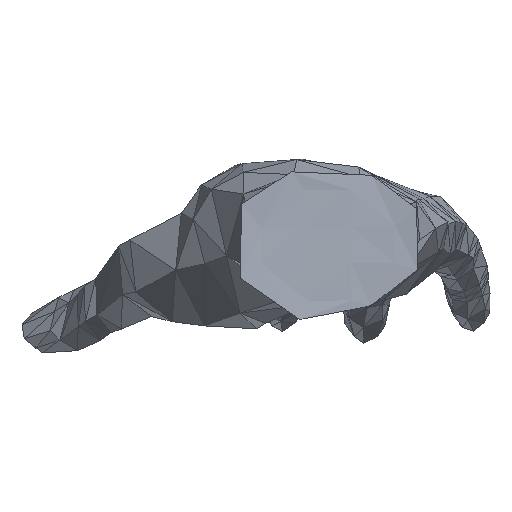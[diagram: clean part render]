
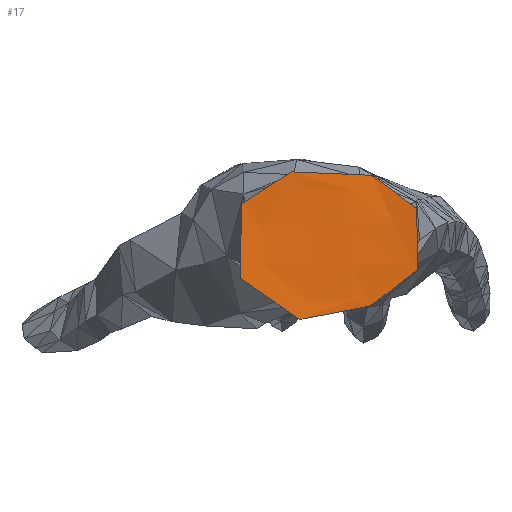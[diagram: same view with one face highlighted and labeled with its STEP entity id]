
A CAD part, front view. The second image highlights one B-rep face of the part: STEP entity #17.
In plain terms, the highlighted free-form (B-spline) face has degree [8, 8] with [9, 9] control points.
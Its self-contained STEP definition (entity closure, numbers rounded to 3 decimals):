
#17 = ADVANCED_FACE('',(#18),#84,.T.);
#18 = FACE_BOUND('',#19,.T.);
#19 = EDGE_LOOP('',(#20,#30,#38,#46,#54,#62,#70,#78));
#20 = ORIENTED_EDGE('',*,*,#21,.F.);
#21 = EDGE_CURVE('',#22,#24,#26,.T.);
#22 = VERTEX_POINT('',#23);
#23 = CARTESIAN_POINT('',(-1.382,-128.617,24.179));
#24 = VERTEX_POINT('',#25);
#25 = CARTESIAN_POINT('',(19.475,-128.057,23.295));
#26 = LINE('',#27,#28);
#27 = CARTESIAN_POINT('',(-1.382,-128.617,24.179));
#28 = VECTOR('',#29,1.);
#29 = DIRECTION('',(0.999,0.027,-0.042
    ));
#30 = ORIENTED_EDGE('',*,*,#31,.F.);
#31 = EDGE_CURVE('',#32,#22,#34,.T.);
#32 = VERTEX_POINT('',#33);
#33 = CARTESIAN_POINT('',(-14.265,-128.316,15.805));
#34 = LINE('',#35,#36);
#35 = CARTESIAN_POINT('',(-14.265,-128.316,15.805));
#36 = VECTOR('',#37,1.);
#37 = DIRECTION('',(0.838,-0.02,0.545));
#38 = ORIENTED_EDGE('',*,*,#39,.F.);
#39 = EDGE_CURVE('',#40,#32,#42,.T.);
#40 = VERTEX_POINT('',#41);
#41 = CARTESIAN_POINT('',(-14.518,-130.377,-3.338));
#42 = LINE('',#43,#44);
#43 = CARTESIAN_POINT('',(-14.518,-130.377,-3.338));
#44 = VECTOR('',#45,1.);
#45 = DIRECTION('',(0.013,0.107,0.994));
#46 = ORIENTED_EDGE('',*,*,#47,.F.);
#47 = EDGE_CURVE('',#48,#40,#50,.T.);
#48 = VERTEX_POINT('',#49);
#49 = CARTESIAN_POINT('',(0.878,-130.707,-13.983));
#50 = LINE('',#51,#52);
#51 = CARTESIAN_POINT('',(0.878,-130.707,-13.983));
#52 = VECTOR('',#53,1.);
#53 = DIRECTION('',(-0.822,0.018,0.569));
#54 = ORIENTED_EDGE('',*,*,#55,.F.);
#55 = EDGE_CURVE('',#56,#48,#58,.T.);
#56 = VERTEX_POINT('',#57);
#57 = CARTESIAN_POINT('',(19.192,-129.026,-10.507));
#58 = LINE('',#59,#60);
#59 = CARTESIAN_POINT('',(19.192,-129.026,-10.507));
#60 = VECTOR('',#61,1.);
#61 = DIRECTION('',(-0.978,-0.09,-0.186)
  );
#62 = ORIENTED_EDGE('',*,*,#63,.F.);
#63 = EDGE_CURVE('',#64,#56,#66,.T.);
#64 = VERTEX_POINT('',#65);
#65 = CARTESIAN_POINT('',(31.253,-128.533,-1.133));
#66 = LINE('',#67,#68);
#67 = CARTESIAN_POINT('',(31.253,-128.533,-1.133));
#68 = VECTOR('',#69,1.);
#69 = DIRECTION('',(-0.789,-0.032,-0.613)
  );
#70 = ORIENTED_EDGE('',*,*,#71,.F.);
#71 = EDGE_CURVE('',#72,#64,#74,.T.);
#72 = VERTEX_POINT('',#73);
#73 = CARTESIAN_POINT('',(31.095,-128.995,14.65));
#74 = LINE('',#75,#76);
#75 = CARTESIAN_POINT('',(31.095,-128.995,14.65));
#76 = VECTOR('',#77,1.);
#77 = DIRECTION('',(0.01,0.029,
    -1.));
#78 = ORIENTED_EDGE('',*,*,#79,.F.);
#79 = EDGE_CURVE('',#24,#72,#80,.T.);
#80 = LINE('',#81,#82);
#81 = CARTESIAN_POINT('',(19.475,-128.057,23.295));
#82 = VECTOR('',#83,1.);
#83 = DIRECTION('',(0.801,-0.065,-0.596)
  );
#84 = B_SPLINE_SURFACE_WITH_KNOTS('',8,8,(
    (#85,#86,#87,#88,#89,#90,#91,#92,#93)
    ,(#94,#95,#96,#97,#98,#99,#100,#101,#102)
    ,(#103,#104,#105,#106,#107,#108,#109,#110,#111)
    ,(#112,#113,#114,#115,#116,#117,#118,#119,#120)
    ,(#121,#122,#123,#124,#125,#126,#127,#128,#129)
    ,(#130,#131,#132,#133,#134,#135,#136,#137,#138)
    ,(#139,#140,#141,#142,#143,#144,#145,#146,#147)
    ,(#148,#149,#150,#151,#152,#153,#154,#155,#156)
    ,(#157,#158,#159,#160,#161,#162,#163,#164,#165
  )),.UNSPECIFIED.,.F.,.F.,.F.,(9,9),(9,9),(-0.026,
    0.024),(-0.022,0.02),
  .PIECEWISE_BEZIER_KNOTS.);
#85 = CARTESIAN_POINT('',(-16.657,-132.65,-16.165
    ));
#86 = CARTESIAN_POINT('',(-16.753,-131.501,-10.953
    ));
#87 = CARTESIAN_POINT('',(-16.848,-130.393,-5.739
    ));
#88 = CARTESIAN_POINT('',(-16.917,-130.663,-0.463)
  );
#89 = CARTESIAN_POINT('',(-17.026,-128.844,4.719)
  );
#90 = CARTESIAN_POINT('',(-17.085,-129.667,10.019)
  );
#91 = CARTESIAN_POINT('',(-17.204,-127.289,15.176)
  );
#92 = CARTESIAN_POINT('',(-17.275,-127.435,20.446)
  );
#93 = CARTESIAN_POINT('',(-17.346,-127.635,25.719)
  );
#94 = CARTESIAN_POINT('',(-10.361,-131.962,-16.101
    ));
#95 = CARTESIAN_POINT('',(-10.454,-130.937,-10.884
    ));
#96 = CARTESIAN_POINT('',(-10.548,-129.889,-5.667
    ));
#97 = CARTESIAN_POINT('',(-10.609,-130.615,-0.371
    ));
#98 = CARTESIAN_POINT('',(-10.727,-128.279,4.788)
  );
#99 = CARTESIAN_POINT('',(-10.752,-130.962,10.172)
  );
#100 = CARTESIAN_POINT('',(-10.886,-127.726,15.29)
  );
#101 = CARTESIAN_POINT('',(-10.951,-128.245,20.577
    ));
#102 = CARTESIAN_POINT('',(-11.019,-128.584,25.856
    ));
#103 = CARTESIAN_POINT('',(-4.063,-131.352,-16.034
    ));
#104 = CARTESIAN_POINT('',(-4.151,-130.611,
    -10.804));
#105 = CARTESIAN_POINT('',(-4.24,-129.834,
    -5.575));
#106 = CARTESIAN_POINT('',(-4.329,-129.035,
    -0.347));
#107 = CARTESIAN_POINT('',(-4.392,-129.662,4.945
    ));
#108 = CARTESIAN_POINT('',(-4.461,-129.961,10.222
    ));
#109 = CARTESIAN_POINT('',(-4.551,-129.158,15.449
    ));
#110 = CARTESIAN_POINT('',(-4.622,-129.346,20.722
    ));
#111 = CARTESIAN_POINT('',(-4.693,-129.525,25.993)
  );
#112 = CARTESIAN_POINT('',(2.228,-130.403,-15.982
    ));
#113 = CARTESIAN_POINT('',(2.13,-129.091,-10.777
    ));
#114 = CARTESIAN_POINT('',(2.079,-130.385,-5.455
    ));
#115 = CARTESIAN_POINT('',(2.,-130.109,-0.204)
  );
#116 = CARTESIAN_POINT('',(1.881,-127.722,4.952)
  );
#117 = CARTESIAN_POINT('',(1.868,-131.071,10.367)
  );
#118 = CARTESIAN_POINT('',(1.693,-125.615,15.385)
  );
#119 = CARTESIAN_POINT('',(1.654,-127.517,20.734)
  );
#120 = CARTESIAN_POINT('',(1.604,-128.867,26.058)
  );
#121 = CARTESIAN_POINT('',(8.561,-131.669,-15.83)
  );
#122 = CARTESIAN_POINT('',(8.488,-131.723,-10.564
    ));
#123 = CARTESIAN_POINT('',(8.3,-125.626,-5.575
    ));
#124 = CARTESIAN_POINT('',(8.359,-132.813,
    0.012));
#125 = CARTESIAN_POINT('',(8.219,-129.29,5.117)
  );
#126 = CARTESIAN_POINT('',(8.152,-129.681,10.399)
  );
#127 = CARTESIAN_POINT('',(8.022,-126.716,15.529)
  );
#128 = CARTESIAN_POINT('',(7.968,-127.801,20.841)
  );
#129 = CARTESIAN_POINT('',(7.896,-127.95,26.112)
  );
#130 = CARTESIAN_POINT('',(14.811,-128.465,-15.88
    ));
#131 = CARTESIAN_POINT('',(14.741,-128.718,-10.605
    ));
#132 = CARTESIAN_POINT('',(14.773,-134.437,-5.084
    ));
#133 = CARTESIAN_POINT('',(14.581,-128.129,-0.104
    ));
#134 = CARTESIAN_POINT('',(14.513,-128.458,5.175)
  );
#135 = CARTESIAN_POINT('',(14.453,-129.277,10.475)
  );
#136 = CARTESIAN_POINT('',(14.458,-133.553,15.931)
  );
#137 = CARTESIAN_POINT('',(14.325,-130.368,21.052)
  );
#138 = CARTESIAN_POINT('',(14.217,-128.576,26.235)
  );
#139 = CARTESIAN_POINT('',(21.118,-128.391,-15.788)
  );
#140 = CARTESIAN_POINT('',(21.053,-128.873,-10.503
    ));
#141 = CARTESIAN_POINT('',(20.97,-128.436,-5.259
    ));
#142 = CARTESIAN_POINT('',(20.925,-130.027,
    0.076));
#143 = CARTESIAN_POINT('',(20.867,-130.882,5.378)
  );
#144 = CARTESIAN_POINT('',(20.692,-125.501,10.4)
  );
#145 = CARTESIAN_POINT('',(20.676,-128.642,15.805)
  );
#146 = CARTESIAN_POINT('',(20.571,-126.982,20.994)
  );
#147 = CARTESIAN_POINT('',(20.487,-126.497,26.236)
  );
#148 = CARTESIAN_POINT('',(27.409,-127.397,-15.738
    ));
#149 = CARTESIAN_POINT('',(27.347,-128.085,-10.444)
  );
#150 = CARTESIAN_POINT('',(27.287,-128.836,-5.146
    ));
#151 = CARTESIAN_POINT('',(27.233,-129.928,0.166)
  );
#152 = CARTESIAN_POINT('',(27.117,-127.7,5.33)
  );
#153 = CARTESIAN_POINT('',(27.048,-128.018,10.608)
  );
#154 = CARTESIAN_POINT('',(26.999,-129.406,15.934)
  );
#155 = CARTESIAN_POINT('',(26.903,-128.226,21.145)
  );
#156 = CARTESIAN_POINT('',(26.815,-127.482,26.375)
  );
#157 = CARTESIAN_POINT('',(33.705,-126.676,-15.676
    ));
#158 = CARTESIAN_POINT('',(33.646,-127.518,-10.375
    ));
#159 = CARTESIAN_POINT('',(33.587,-128.356,-5.073
    ));
#160 = CARTESIAN_POINT('',(33.532,-129.432,0.239)
  );
#161 = CARTESIAN_POINT('',(33.419,-127.308,5.407)
  );
#162 = CARTESIAN_POINT('',(33.387,-129.598,10.774)
  );
#163 = CARTESIAN_POINT('',(33.318,-129.943,16.053)
  );
#164 = CARTESIAN_POINT('',(33.23,-129.204,21.283)
  );
#165 = CARTESIAN_POINT('',(33.143,-128.538,26.517)
  );
